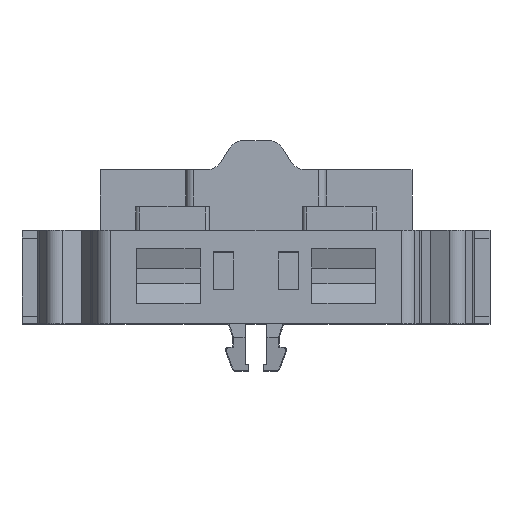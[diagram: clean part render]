
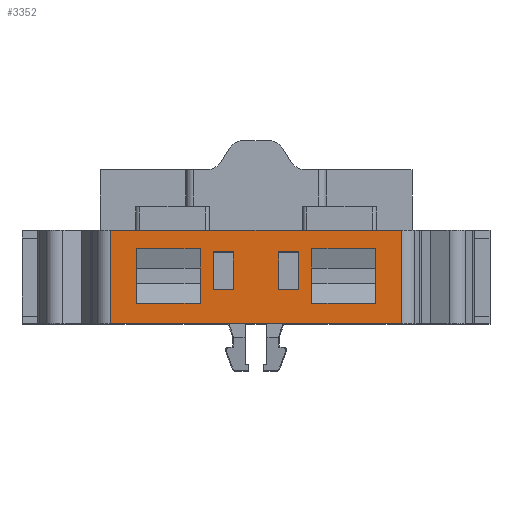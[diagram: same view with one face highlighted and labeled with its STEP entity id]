
A CAD part, top view. The second image highlights one B-rep face of the part: STEP entity #3352.
In plain terms, the highlighted planar face has unit normal (0, 0, 1).
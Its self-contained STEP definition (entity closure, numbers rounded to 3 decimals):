
#156=LINE('',#4882,#589);
#159=LINE('',#4888,#592);
#162=LINE('',#4894,#595);
#198=LINE('',#4967,#631);
#201=LINE('',#4973,#634);
#204=LINE('',#4979,#637);
#208=LINE('',#4987,#641);
#209=LINE('',#4990,#642);
#210=LINE('',#4992,#643);
#211=LINE('',#4994,#644);
#212=LINE('',#4995,#645);
#213=LINE('',#4996,#646);
#214=LINE('',#4997,#647);
#215=LINE('',#5000,#648);
#216=LINE('',#5002,#649);
#217=LINE('',#5004,#650);
#218=LINE('',#5005,#651);
#219=LINE('',#5008,#652);
#220=LINE('',#5010,#653);
#221=LINE('',#5012,#654);
#589=VECTOR('',#3901,1000.);
#592=VECTOR('',#3906,1000.);
#595=VECTOR('',#3911,1000.);
#631=VECTOR('',#3965,1000.);
#634=VECTOR('',#3970,1000.);
#637=VECTOR('',#3975,1000.);
#641=VECTOR('',#3981,1000.);
#642=VECTOR('',#3982,1000.);
#643=VECTOR('',#3983,1000.);
#644=VECTOR('',#3984,1000.);
#645=VECTOR('',#3985,1000.);
#646=VECTOR('',#3986,1000.);
#647=VECTOR('',#3987,1000.);
#648=VECTOR('',#3988,1000.);
#649=VECTOR('',#3989,1000.);
#650=VECTOR('',#3990,1000.);
#651=VECTOR('',#3991,1000.);
#652=VECTOR('',#3992,1000.);
#653=VECTOR('',#3993,1000.);
#654=VECTOR('',#3994,1000.);
#1108=ORIENTED_EDGE('',*,*,#2077,.T.);
#1109=ORIENTED_EDGE('',*,*,#2078,.T.);
#1110=ORIENTED_EDGE('',*,*,#2079,.T.);
#1111=ORIENTED_EDGE('',*,*,#2080,.T.);
#1112=ORIENTED_EDGE('',*,*,#2025,.T.);
#1113=ORIENTED_EDGE('',*,*,#2081,.T.);
#1114=ORIENTED_EDGE('',*,*,#2031,.T.);
#1115=ORIENTED_EDGE('',*,*,#2028,.T.);
#1116=ORIENTED_EDGE('',*,*,#2067,.T.);
#1117=ORIENTED_EDGE('',*,*,#2082,.T.);
#1118=ORIENTED_EDGE('',*,*,#2073,.T.);
#1119=ORIENTED_EDGE('',*,*,#2070,.T.);
#1120=ORIENTED_EDGE('',*,*,#2083,.F.);
#1121=ORIENTED_EDGE('',*,*,#2084,.T.);
#1122=ORIENTED_EDGE('',*,*,#2085,.T.);
#1123=ORIENTED_EDGE('',*,*,#2086,.T.);
#1124=ORIENTED_EDGE('',*,*,#2087,.T.);
#1125=ORIENTED_EDGE('',*,*,#2088,.T.);
#1126=ORIENTED_EDGE('',*,*,#2089,.T.);
#1127=ORIENTED_EDGE('',*,*,#2090,.T.);
#2025=EDGE_CURVE('',#2514,#2513,#156,.T.);
#2028=EDGE_CURVE('',#2516,#2514,#159,.T.);
#2031=EDGE_CURVE('',#2518,#2516,#162,.T.);
#2067=EDGE_CURVE('',#2546,#2545,#198,.T.);
#2070=EDGE_CURVE('',#2548,#2546,#201,.T.);
#2073=EDGE_CURVE('',#2550,#2548,#204,.T.);
#2077=EDGE_CURVE('',#2553,#2554,#208,.T.);
#2078=EDGE_CURVE('',#2554,#2555,#209,.T.);
#2079=EDGE_CURVE('',#2555,#2556,#210,.T.);
#2080=EDGE_CURVE('',#2556,#2553,#211,.T.);
#2081=EDGE_CURVE('',#2513,#2518,#212,.T.);
#2082=EDGE_CURVE('',#2545,#2550,#213,.T.);
#2083=EDGE_CURVE('',#2557,#2558,#214,.T.);
#2084=EDGE_CURVE('',#2557,#2559,#215,.F.);
#2085=EDGE_CURVE('',#2559,#2560,#216,.T.);
#2086=EDGE_CURVE('',#2560,#2558,#217,.T.);
#2087=EDGE_CURVE('',#2561,#2562,#218,.T.);
#2088=EDGE_CURVE('',#2562,#2563,#219,.T.);
#2089=EDGE_CURVE('',#2563,#2564,#220,.T.);
#2090=EDGE_CURVE('',#2564,#2561,#221,.T.);
#2513=VERTEX_POINT('',#4881);
#2514=VERTEX_POINT('',#4883);
#2516=VERTEX_POINT('',#4889);
#2518=VERTEX_POINT('',#4895);
#2545=VERTEX_POINT('',#4966);
#2546=VERTEX_POINT('',#4968);
#2548=VERTEX_POINT('',#4974);
#2550=VERTEX_POINT('',#4980);
#2553=VERTEX_POINT('',#4988);
#2554=VERTEX_POINT('',#4989);
#2555=VERTEX_POINT('',#4991);
#2556=VERTEX_POINT('',#4993);
#2557=VERTEX_POINT('',#4998);
#2558=VERTEX_POINT('',#4999);
#2559=VERTEX_POINT('',#5001);
#2560=VERTEX_POINT('',#5003);
#2561=VERTEX_POINT('',#5006);
#2562=VERTEX_POINT('',#5007);
#2563=VERTEX_POINT('',#5009);
#2564=VERTEX_POINT('',#5011);
#2831=EDGE_LOOP('',(#1108,#1109,#1110,#1111));
#2832=EDGE_LOOP('',(#1112,#1113,#1114,#1115));
#2833=EDGE_LOOP('',(#1116,#1117,#1118,#1119));
#2834=EDGE_LOOP('',(#1120,#1121,#1122,#1123));
#2835=EDGE_LOOP('',(#1124,#1125,#1126,#1127));
#3018=FACE_BOUND('',#2831,.T.);
#3019=FACE_BOUND('',#2832,.T.);
#3020=FACE_BOUND('',#2833,.T.);
#3021=FACE_BOUND('',#2834,.T.);
#3022=FACE_BOUND('',#2835,.T.);
#3205=PLANE('',#3553);
#3352=ADVANCED_FACE('',(#3018,#3019,#3020,#3021,#3022),#3205,.T.);
#3553=AXIS2_PLACEMENT_3D('',#4986,#3979,#3980);
#3901=DIRECTION('',(0.,1.,0.));
#3906=DIRECTION('',(-1.,0.,0.));
#3911=DIRECTION('',(0.,-1.,0.));
#3965=DIRECTION('',(0.,1.,0.));
#3970=DIRECTION('',(-1.,0.,0.));
#3975=DIRECTION('',(0.,-1.,0.));
#3979=DIRECTION('',(0.,0.,1.));
#3980=DIRECTION('',(1.,0.,0.));
#3981=DIRECTION('',(1.,0.,0.));
#3982=DIRECTION('',(0.,-1.,0.));
#3983=DIRECTION('',(-1.,0.,0.));
#3984=DIRECTION('',(0.,1.,0.));
#3985=DIRECTION('',(1.,0.,0.));
#3986=DIRECTION('',(1.,0.,0.));
#3987=DIRECTION('',(-1.,0.,0.));
#3988=DIRECTION('',(0.,-1.,0.));
#3989=DIRECTION('',(-1.,0.,0.));
#3990=DIRECTION('',(0.,-1.,0.));
#3991=DIRECTION('',(1.,0.,0.));
#3992=DIRECTION('',(0.,-1.,0.));
#3993=DIRECTION('',(-1.,0.,0.));
#3994=DIRECTION('',(0.,1.,0.));
#4881=CARTESIAN_POINT('',(-7.675,4.8,12.7));
#4882=CARTESIAN_POINT('',(-7.675,4.8,12.7));
#4883=CARTESIAN_POINT('',(-7.675,1.3,12.7));
#4888=CARTESIAN_POINT('',(-7.675,1.3,12.7));
#4889=CARTESIAN_POINT('',(-3.575,1.3,12.7));
#4894=CARTESIAN_POINT('',(-3.575,1.3,12.7));
#4895=CARTESIAN_POINT('',(-3.575,4.8,12.7));
#4966=CARTESIAN_POINT('',(3.575,4.8,12.7));
#4967=CARTESIAN_POINT('',(3.575,4.8,12.7));
#4968=CARTESIAN_POINT('',(3.575,1.3,12.7));
#4973=CARTESIAN_POINT('',(3.575,1.3,12.7));
#4974=CARTESIAN_POINT('',(7.675,1.3,12.7));
#4979=CARTESIAN_POINT('',(7.675,1.3,12.7));
#4980=CARTESIAN_POINT('',(7.675,4.8,12.7));
#4986=CARTESIAN_POINT('',(9.9,6.,12.7));
#4987=CARTESIAN_POINT('',(-2.75,4.6,12.7));
#4988=CARTESIAN_POINT('',(-2.75,4.6,12.7));
#4989=CARTESIAN_POINT('',(-1.45,4.6,12.7));
#4990=CARTESIAN_POINT('',(-1.45,4.6,12.7));
#4991=CARTESIAN_POINT('',(-1.45,2.2,12.7));
#4992=CARTESIAN_POINT('',(-1.45,2.2,12.7));
#4993=CARTESIAN_POINT('',(-2.75,2.2,12.7));
#4994=CARTESIAN_POINT('',(-2.75,2.2,12.7));
#4995=CARTESIAN_POINT('',(-3.575,4.8,12.7));
#4996=CARTESIAN_POINT('',(7.675,4.8,12.7));
#4997=CARTESIAN_POINT('',(9.9,0.,12.7));
#4998=CARTESIAN_POINT('',(9.323,0.,12.7));
#4999=CARTESIAN_POINT('',(-9.323,0.,12.7));
#5000=CARTESIAN_POINT('',(9.323,6.,12.7));
#5001=CARTESIAN_POINT('',(9.323,6.,12.7));
#5002=CARTESIAN_POINT('',(9.9,6.,12.7));
#5003=CARTESIAN_POINT('',(-9.323,6.,12.7));
#5004=CARTESIAN_POINT('',(-9.323,6.,12.7));
#5005=CARTESIAN_POINT('',(1.45,4.6,12.7));
#5006=CARTESIAN_POINT('',(1.45,4.6,12.7));
#5007=CARTESIAN_POINT('',(2.75,4.6,12.7));
#5008=CARTESIAN_POINT('',(2.75,4.6,12.7));
#5009=CARTESIAN_POINT('',(2.75,2.2,12.7));
#5010=CARTESIAN_POINT('',(2.75,2.2,12.7));
#5011=CARTESIAN_POINT('',(1.45,2.2,12.7));
#5012=CARTESIAN_POINT('',(1.45,2.2,12.7));
